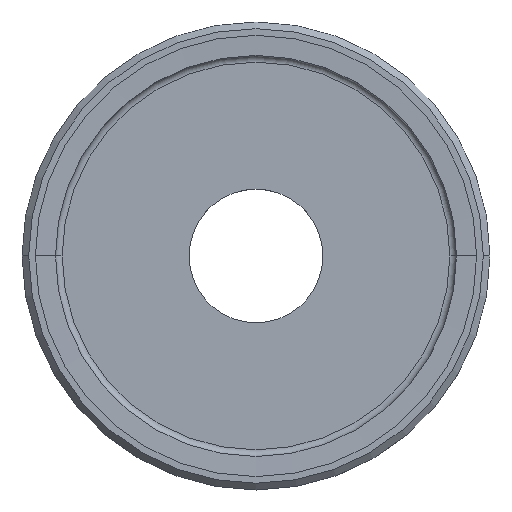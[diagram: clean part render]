
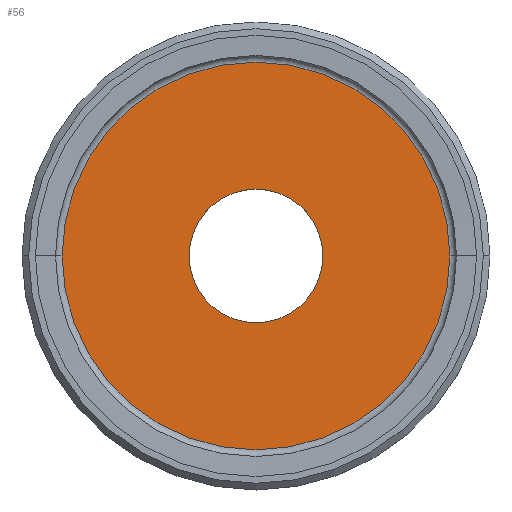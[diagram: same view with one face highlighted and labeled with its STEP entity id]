
A CAD part, top view. The second image highlights one B-rep face of the part: STEP entity #56.
In plain terms, the highlighted planar face has unit normal (0, 0, 1).
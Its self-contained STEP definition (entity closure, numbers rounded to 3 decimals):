
#45=PLANE('',#334);
#48=FACE_BOUND('',#97,.T.);
#49=FACE_BOUND('',#98,.T.);
#56=ADVANCED_FACE('',(#48,#49),#45,.T.);
#97=EDGE_LOOP('',(#153,#154));
#98=EDGE_LOOP('',(#155,#156));
#153=ORIENTED_EDGE('',*,*,#249,.T.);
#154=ORIENTED_EDGE('',*,*,#250,.T.);
#155=ORIENTED_EDGE('',*,*,#243,.F.);
#156=ORIENTED_EDGE('',*,*,#248,.T.);
#221=VERTEX_POINT('',#480);
#222=VERTEX_POINT('',#481);
#225=VERTEX_POINT('',#492);
#226=VERTEX_POINT('',#493);
#243=EDGE_CURVE('',#221,#222,#281,.T.);
#248=EDGE_CURVE('',#221,#222,#284,.T.);
#249=EDGE_CURVE('',#225,#226,#285,.T.);
#250=EDGE_CURVE('',#226,#225,#286,.T.);
#281=CIRCLE('',#326,2.);
#284=CIRCLE('',#330,2.);
#285=CIRCLE('',#332,5.8);
#286=CIRCLE('',#333,5.8);
#326=AXIS2_PLACEMENT_3D('',#479,#375,#376);
#330=AXIS2_PLACEMENT_3D('',#489,#385,#386);
#332=AXIS2_PLACEMENT_3D('',#491,#389,#390);
#333=AXIS2_PLACEMENT_3D('',#494,#391,#392);
#334=AXIS2_PLACEMENT_3D('',#495,#393,#394);
#375=DIRECTION('',(0.,0.,1.));
#376=DIRECTION('',(1.,0.,0.));
#385=DIRECTION('',(0.,0.,-1.));
#386=DIRECTION('',(1.,0.,0.));
#389=DIRECTION('',(0.,0.,1.));
#390=DIRECTION('',(1.,0.,0.));
#391=DIRECTION('',(0.,0.,1.));
#392=DIRECTION('',(-1.,0.,0.));
#393=DIRECTION('',(0.,0.,1.));
#394=DIRECTION('',(1.,0.,0.));
#479=CARTESIAN_POINT('',(0.,0.,2.));
#480=CARTESIAN_POINT('',(2.,0.,2.));
#481=CARTESIAN_POINT('',(-2.,0.,2.));
#489=CARTESIAN_POINT('',(0.,0.,2.));
#491=CARTESIAN_POINT('',(0.,0.,2.));
#492=CARTESIAN_POINT('',(5.8,0.,2.));
#493=CARTESIAN_POINT('',(-5.8,0.,2.));
#494=CARTESIAN_POINT('',(0.,0.,2.));
#495=CARTESIAN_POINT('',(0.,0.,2.));
